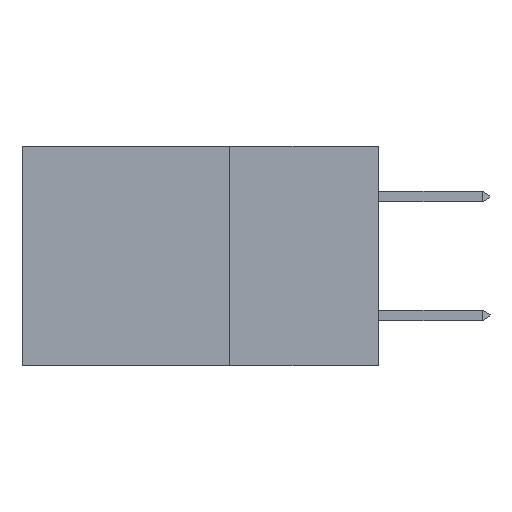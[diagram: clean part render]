
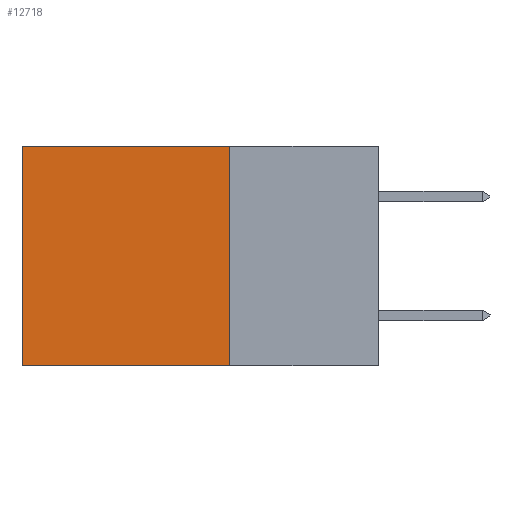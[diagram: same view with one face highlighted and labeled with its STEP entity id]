
A CAD part, left-side view. The second image highlights one B-rep face of the part: STEP entity #12718.
In plain terms, the highlighted planar face has unit normal (-1, 0, 0).
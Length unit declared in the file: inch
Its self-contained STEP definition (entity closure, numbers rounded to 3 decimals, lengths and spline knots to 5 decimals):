
#410 = CARTESIAN_POINT ( 'NONE',  ( 0.298, 0.6, -0.37 ) ) ;
#1347 = DIRECTION ( 'NONE',  ( 0., 1., 0. ) ) ;
#3146 = CARTESIAN_POINT ( 'NONE',  ( 0.298, 0.25, 0. ) ) ;
#3274 = CARTESIAN_POINT ( 'NONE',  ( 0.298, 0.25, 0. ) ) ;
#3875 = VECTOR ( 'NONE', #6062, 39.37008 ) ;
#3935 = DIRECTION ( 'NONE',  ( 0., 0., -1. ) ) ;
#4007 = VERTEX_POINT ( 'NONE', #410 ) ;
#4091 = CARTESIAN_POINT ( 'NONE',  ( 0.298, 0.6, 0. ) ) ;
#4567 = VECTOR ( 'NONE', #1347, 39.37008 ) ;
#4928 = VERTEX_POINT ( 'NONE', #4091 ) ;
#6062 = DIRECTION ( 'NONE',  ( 0., 0., -1. ) ) ;
#8940 = ORIENTED_EDGE ( 'NONE', *, *, #10783, .T. ) ;
#9031 = DIRECTION ( 'NONE',  ( 0., 0., -1. ) ) ;
#9117 = EDGE_CURVE ( 'NONE', #9463, #4007, #13068, .T. ) ;
#9463 = VERTEX_POINT ( 'NONE', #16685 ) ;
#9709 = EDGE_CURVE ( 'NONE', #4928, #4007, #14378, .T. ) ;
#10143 = DIRECTION ( 'NONE',  ( 0., 1., 0. ) ) ;
#10783 = EDGE_CURVE ( 'NONE', #15457, #4928, #13560, .T. ) ;
#10806 = FACE_OUTER_BOUND ( 'NONE', #15005, .T. ) ;
#11861 = PLANE ( 'NONE',  #16956 ) ;
#12508 = CARTESIAN_POINT ( 'NONE',  ( 0.298, 0.25, 0. ) ) ;
#12654 = VECTOR ( 'NONE', #10143, 39.37008 ) ;
#12718 = ADVANCED_FACE ( 'NONE', ( #10806 ), #11861, .F. ) ;
#13068 = LINE ( 'NONE', #17120, #4567 ) ;
#13508 = ORIENTED_EDGE ( 'NONE', *, *, #9709, .T. ) ;
#13560 = LINE ( 'NONE', #3146, #12654 ) ;
#13572 = CARTESIAN_POINT ( 'NONE',  ( 0.298, 0.25, 0. ) ) ;
#14273 = EDGE_CURVE ( 'NONE', #15457, #9463, #15403, .T. ) ;
#14378 = LINE ( 'NONE', #17280, #3875 ) ;
#15005 = EDGE_LOOP ( 'NONE', ( #13508, #18334, #15088, #8940 ) ) ;
#15088 = ORIENTED_EDGE ( 'NONE', *, *, #14273, .F. ) ;
#15403 = LINE ( 'NONE', #12508, #18323 ) ;
#15457 = VERTEX_POINT ( 'NONE', #13572 ) ;
#16685 = CARTESIAN_POINT ( 'NONE',  ( 0.298, 0.25, -0.37 ) ) ;
#16956 = AXIS2_PLACEMENT_3D ( 'NONE', #3274, #17644, #9031 ) ;
#17120 = CARTESIAN_POINT ( 'NONE',  ( 0.298, 0.25, -0.37 ) ) ;
#17280 = CARTESIAN_POINT ( 'NONE',  ( 0.298, 0.6, 0. ) ) ;
#17644 = DIRECTION ( 'NONE',  ( 1., 0., 0. ) ) ;
#18323 = VECTOR ( 'NONE', #3935, 39.37008 ) ;
#18334 = ORIENTED_EDGE ( 'NONE', *, *, #9117, .F. ) ;
